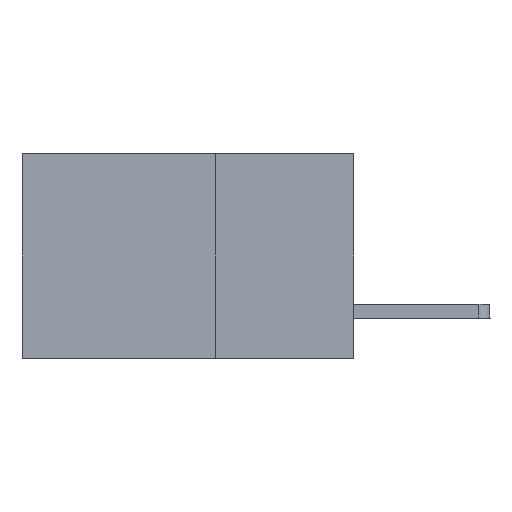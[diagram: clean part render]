
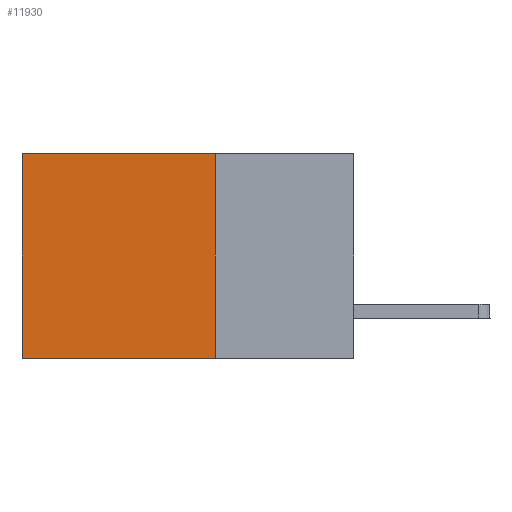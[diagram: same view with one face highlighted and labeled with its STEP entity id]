
A CAD part, left-side view. The second image highlights one B-rep face of the part: STEP entity #11930.
In plain terms, the highlighted planar face has unit normal (-1, 0, 0).
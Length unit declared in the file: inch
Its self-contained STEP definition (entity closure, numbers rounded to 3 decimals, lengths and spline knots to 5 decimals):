
#35 = FACE_OUTER_BOUND ( 'NONE', #6010, .T. ) ;
#128 = CARTESIAN_POINT ( 'NONE',  ( 0.2875, 0.25, 0. ) ) ;
#721 = ORIENTED_EDGE ( 'NONE', *, *, #867, .T. ) ;
#867 = EDGE_CURVE ( 'NONE', #7436, #12371, #10314, .T. ) ;
#897 = CARTESIAN_POINT ( 'NONE',  ( 0.2875, 0.25, 0. ) ) ;
#1085 = DIRECTION ( 'NONE',  ( 0., 0., -1. ) ) ;
#1579 = VECTOR ( 'NONE', #9924, 39.37008 ) ;
#1635 = DIRECTION ( 'NONE',  ( 0., 1., 0. ) ) ;
#1698 = CARTESIAN_POINT ( 'NONE',  ( 0.2875, 0.6, 0. ) ) ;
#2165 = CARTESIAN_POINT ( 'NONE',  ( 0.2875, 0.25, 0. ) ) ;
#2173 = CARTESIAN_POINT ( 'NONE',  ( 0.2875, 0.6, -0.37 ) ) ;
#2331 = EDGE_CURVE ( 'NONE', #13010, #12371, #10747, .T. ) ;
#2406 = AXIS2_PLACEMENT_3D ( 'NONE', #128, #7084, #1085 ) ;
#2524 = CARTESIAN_POINT ( 'NONE',  ( 0.2875, 0.6, 0. ) ) ;
#2607 = LINE ( 'NONE', #9126, #8226 ) ;
#3160 = DIRECTION ( 'NONE',  ( 0., 0., -1. ) ) ;
#3747 = VECTOR ( 'NONE', #1635, 39.37008 ) ;
#4378 = PLANE ( 'NONE',  #2406 ) ;
#4575 = DIRECTION ( 'NONE',  ( 0., 0., -1. ) ) ;
#5531 = LINE ( 'NONE', #897, #1579 ) ;
#6010 = EDGE_LOOP ( 'NONE', ( #721, #9006, #10992, #9032 ) ) ;
#6175 = VERTEX_POINT ( 'NONE', #2165 ) ;
#7084 = DIRECTION ( 'NONE',  ( 1., 0., 0. ) ) ;
#7436 = VERTEX_POINT ( 'NONE', #2524 ) ;
#8226 = VECTOR ( 'NONE', #3160, 39.37008 ) ;
#9006 = ORIENTED_EDGE ( 'NONE', *, *, #2331, .F. ) ;
#9032 = ORIENTED_EDGE ( 'NONE', *, *, #11872, .T. ) ;
#9126 = CARTESIAN_POINT ( 'NONE',  ( 0.2875, 0.25, 0. ) ) ;
#9428 = EDGE_CURVE ( 'NONE', #6175, #13010, #2607, .T. ) ;
#9509 = CARTESIAN_POINT ( 'NONE',  ( 0.2875, 0.25, -0.37 ) ) ;
#9736 = CARTESIAN_POINT ( 'NONE',  ( 0.2875, 0.25, -0.37 ) ) ;
#9924 = DIRECTION ( 'NONE',  ( 0., 1., 0. ) ) ;
#10314 = LINE ( 'NONE', #1698, #11916 ) ;
#10747 = LINE ( 'NONE', #9736, #3747 ) ;
#10992 = ORIENTED_EDGE ( 'NONE', *, *, #9428, .F. ) ;
#11872 = EDGE_CURVE ( 'NONE', #6175, #7436, #5531, .T. ) ;
#11916 = VECTOR ( 'NONE', #4575, 39.37008 ) ;
#11930 = ADVANCED_FACE ( 'NONE', ( #35 ), #4378, .F. ) ;
#12371 = VERTEX_POINT ( 'NONE', #2173 ) ;
#13010 = VERTEX_POINT ( 'NONE', #9509 ) ;
